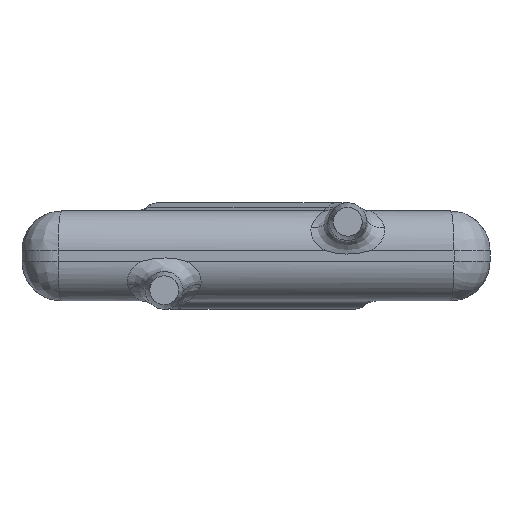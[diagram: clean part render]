
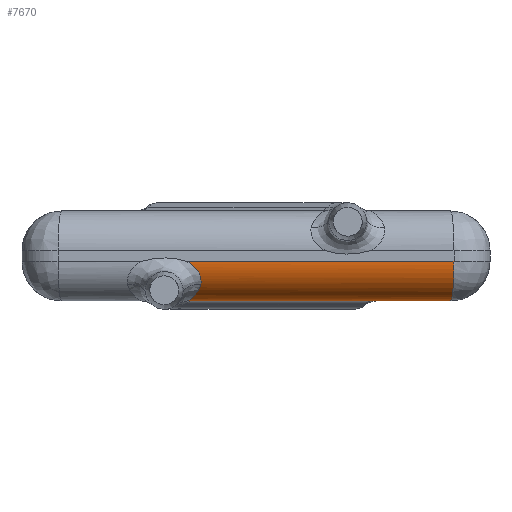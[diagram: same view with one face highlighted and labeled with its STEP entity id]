
A CAD part, front view. The second image highlights one B-rep face of the part: STEP entity #7670.
In plain terms, the highlighted cylindrical face has radius 1.1 mm (diameter 2.2 mm), a partial arc.
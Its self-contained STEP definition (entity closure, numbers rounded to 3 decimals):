
#92=CYLINDRICAL_SURFACE('',#7940,1.1);
#668=LINE('',#13398,#1078);
#670=LINE('',#13402,#1080);
#1078=VECTOR('',#8726,1000.);
#1080=VECTOR('',#8730,1000.);
#2410=ORIENTED_EDGE('',*,*,#3429,.T.);
#2411=ORIENTED_EDGE('',*,*,#3453,.T.);
#2412=ORIENTED_EDGE('',*,*,#3454,.T.);
#2413=ORIENTED_EDGE('',*,*,#3451,.T.);
#2414=ORIENTED_EDGE('',*,*,#3426,.T.);
#3426=EDGE_CURVE('',#4038,#4041,#4414,.T.);
#3429=EDGE_CURVE('',#4041,#4043,#4417,.T.);
#3451=EDGE_CURVE('',#4056,#4038,#668,.T.);
#3453=EDGE_CURVE('',#4043,#4057,#670,.T.);
#3454=EDGE_CURVE('',#4057,#4056,#4422,.T.);
#4038=VERTEX_POINT('',#13215);
#4041=VERTEX_POINT('',#13237);
#4043=VERTEX_POINT('',#13278);
#4056=VERTEX_POINT('',#13399);
#4057=VERTEX_POINT('',#13403);
#4414=B_SPLINE_CURVE_WITH_KNOTS('',3,(#13238,#13239,#13240,#13241),
 .UNSPECIFIED.,.F.,.F.,(4,4),(0.,1.),.UNSPECIFIED.);
#4417=B_SPLINE_CURVE_WITH_KNOTS('',3,(#13279,#13280,#13281,#13282,#13283,
#13284,#13285,#13286,#13287,#13288,#13289,#13290),.UNSPECIFIED.,.F.,.F.,
(4,1,1,1,1,1,1,1,1,4),(0.,0.125,0.188,0.25,0.375,0.5,0.563,0.625,0.75,
1.),.UNSPECIFIED.);
#4422=B_SPLINE_CURVE_WITH_KNOTS('',3,(#13404,#13405,#13406,#13407,#13408,
#13409,#13410,#13411,#13412),.UNSPECIFIED.,.F.,.F.,(4,1,1,1,1,1,4),(0.,
0.25,0.375,0.5,0.625,0.75,1.),.UNSPECIFIED.);
#4704=EDGE_LOOP('',(#2410,#2411,#2412,#2413,#2414));
#5042=FACE_BOUND('',#4704,.T.);
#7670=ADVANCED_FACE('',(#5042),#92,.T.);
#7940=AXIS2_PLACEMENT_3D('',#13401,#8728,#8729);
#8726=DIRECTION('',(-1.,0.,0.));
#8728=DIRECTION('',(-1.,0.,0.));
#8729=DIRECTION('',(0.,-0.707,-0.707));
#8730=DIRECTION('',(1.,0.,0.));
#13215=CARTESIAN_POINT('',(-1.92,-7.5,-0.15));
#13237=CARTESIAN_POINT('',(-1.534,-7.294,-0.791));
#13238=CARTESIAN_POINT('',(-1.92,-7.5,-0.15));
#13239=CARTESIAN_POINT('',(-1.629,-7.5,-0.307));
#13240=CARTESIAN_POINT('',(-1.491,-7.455,-0.566));
#13241=CARTESIAN_POINT('',(-1.534,-7.294,-0.791));
#13278=CARTESIAN_POINT('',(-1.909,-6.4,-1.25));
#13279=CARTESIAN_POINT('',(-1.534,-7.294,-0.791));
#13280=CARTESIAN_POINT('',(-1.539,-7.272,-0.822));
#13281=CARTESIAN_POINT('',(-1.554,-7.234,-0.87));
#13282=CARTESIAN_POINT('',(-1.587,-7.169,-0.937));
#13283=CARTESIAN_POINT('',(-1.588,-7.171,-0.934));
#13284=CARTESIAN_POINT('',(-1.627,-7.107,-0.995));
#13285=CARTESIAN_POINT('',(-1.688,-7.003,-1.075));
#13286=CARTESIAN_POINT('',(-1.763,-6.86,-1.151));
#13287=CARTESIAN_POINT('',(-1.825,-6.738,-1.199));
#13288=CARTESIAN_POINT('',(-1.883,-6.588,-1.239));
#13289=CARTESIAN_POINT('',(-1.909,-6.465,-1.25));
#13290=CARTESIAN_POINT('',(-1.909,-6.4,-1.25));
#13398=CARTESIAN_POINT('',(-2.75,-7.5,-0.15));
#13399=CARTESIAN_POINT('',(5.5,-7.5,-0.15));
#13401=CARTESIAN_POINT('',(-2.75,-6.4,-0.15));
#13402=CARTESIAN_POINT('',(-2.75,-6.4,-1.25));
#13403=CARTESIAN_POINT('',(5.4,-6.4,-1.25));
#13404=CARTESIAN_POINT('',(5.4,-6.4,-1.25));
#13405=CARTESIAN_POINT('',(5.418,-6.594,-1.25));
#13406=CARTESIAN_POINT('',(5.439,-6.84,-1.178));
#13407=CARTESIAN_POINT('',(5.461,-7.069,-1.027));
#13408=CARTESIAN_POINT('',(5.47,-7.166,-0.947));
#13409=CARTESIAN_POINT('',(5.485,-7.333,-0.75));
#13410=CARTESIAN_POINT('',(5.496,-7.46,-0.495));
#13411=CARTESIAN_POINT('',(5.5,-7.5,-0.284));
#13412=CARTESIAN_POINT('',(5.5,-7.5,-0.15));
